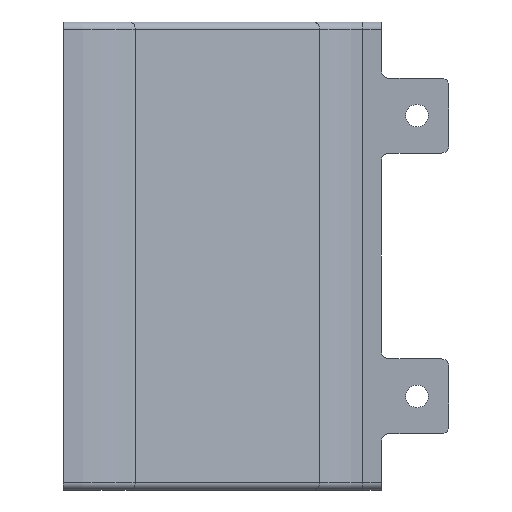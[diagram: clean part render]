
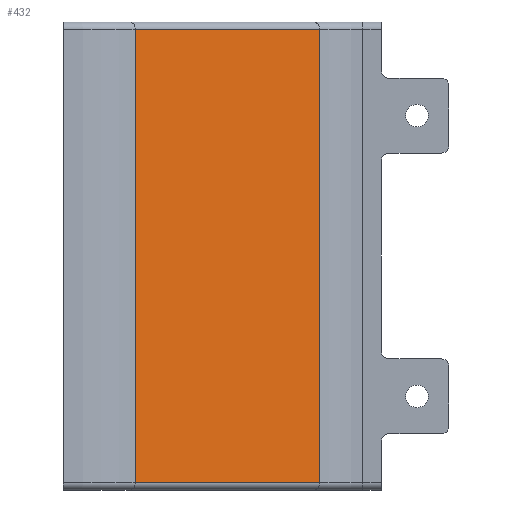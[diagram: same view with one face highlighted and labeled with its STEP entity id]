
A CAD part, left-side view. The second image highlights one B-rep face of the part: STEP entity #432.
In plain terms, the highlighted planar face has unit normal (-0.766, -0.643, 0).
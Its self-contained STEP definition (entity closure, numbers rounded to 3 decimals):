
#432 = ADVANCED_FACE ( 'NONE', ( #2736 ), #3222, .F. ) ;
#726 = ORIENTED_EDGE ( 'NONE', *, *, #1495, .F. ) ;
#727 = ORIENTED_EDGE ( 'NONE', *, *, #1497, .T. ) ;
#728 = ORIENTED_EDGE ( 'NONE', *, *, #1491, .T. ) ;
#729 = ORIENTED_EDGE ( 'NONE', *, *, #1498, .T. ) ;
#970 = CARTESIAN_POINT ( 'NONE',  ( -63.006, 60.783, -3. ) ) ;
#1207 = CARTESIAN_POINT ( 'NONE',  ( -21.711, 11.57, 118. ) ) ;
#1238 = DIRECTION ( 'NONE',  ( 0., 0., -1. ) ) ;
#1240 = CARTESIAN_POINT ( 'NONE',  ( -63.006, 60.783, 115. ) ) ;
#1253 = CARTESIAN_POINT ( 'NONE',  ( -21.711, 11.57, -3. ) ) ;
#1257 = DIRECTION ( 'NONE',  ( -0.643, 0.766, 0. ) ) ;
#1261 = CARTESIAN_POINT ( 'NONE',  ( -21.711, 11.57, 115. ) ) ;
#1262 = DIRECTION ( 'NONE',  ( 0., 0., -1. ) ) ;
#1263 = CARTESIAN_POINT ( 'NONE',  ( -63.006, 60.783, 118. ) ) ;
#1265 = DIRECTION ( 'NONE',  ( 0.643, -0.766, 0. ) ) ;
#1343 = CARTESIAN_POINT ( 'NONE',  ( -21.711, 11.57, -3. ) ) ;
#1346 = CARTESIAN_POINT ( 'NONE',  ( -63.006, 60.783, 118. ) ) ;
#1491 = EDGE_CURVE ( 'NONE', #1688, #1704, #2431, .T. ) ;
#1495 = EDGE_CURVE ( 'NONE', #1876, #1690, #2437, .T. ) ;
#1497 = EDGE_CURVE ( 'NONE', #1876, #1688, #2441, .T. ) ;
#1498 = EDGE_CURVE ( 'NONE', #1704, #1690, #2442, .T. ) ;
#1688 = VERTEX_POINT ( 'NONE', #1346 ) ;
#1690 = VERTEX_POINT ( 'NONE', #1343 ) ;
#1704 = VERTEX_POINT ( 'NONE', #970 ) ;
#1876 = VERTEX_POINT ( 'NONE', #1207 ) ;
#2104 = AXIS2_PLACEMENT_3D ( 'NONE', #3226, #3220, #3219 ) ;
#2431 = LINE ( 'NONE', #1240, #2434 ) ;
#2434 = VECTOR ( 'NONE', #1238, 1000. ) ;
#2437 = LINE ( 'NONE', #1261, #2440 ) ;
#2440 = VECTOR ( 'NONE', #1262, 1000. ) ;
#2441 = LINE ( 'NONE', #1263, #2443 ) ;
#2442 = LINE ( 'NONE', #1253, #2445 ) ;
#2443 = VECTOR ( 'NONE', #1257, 1000. ) ;
#2445 = VECTOR ( 'NONE', #1265, 1000. ) ;
#2736 = FACE_OUTER_BOUND ( 'NONE', #3533, .T. ) ;
#3219 = DIRECTION ( 'NONE',  ( -0.643, 0.766, 0. ) ) ;
#3220 = DIRECTION ( 'NONE',  ( 0.766, 0.643, 0. ) ) ;
#3222 = PLANE ( 'NONE',  #2104 ) ;
#3226 = CARTESIAN_POINT ( 'NONE',  ( -21.711, 11.57, 115. ) ) ;
#3533 = EDGE_LOOP ( 'NONE', ( #726, #727, #728, #729 ) ) ;
